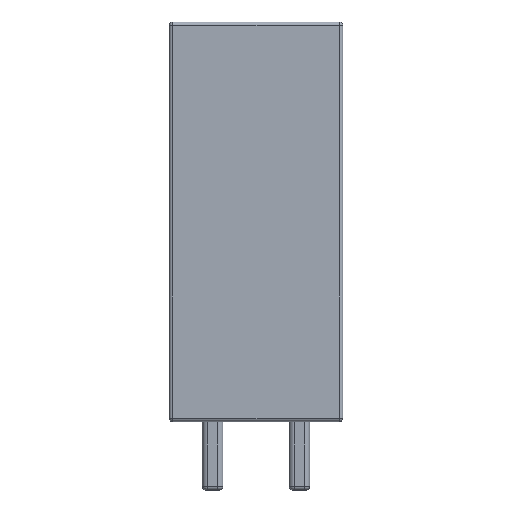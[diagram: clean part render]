
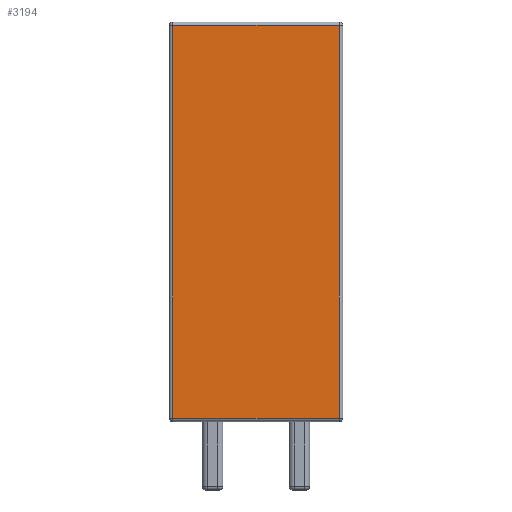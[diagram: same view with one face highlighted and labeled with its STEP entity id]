
A CAD part, front view. The second image highlights one B-rep face of the part: STEP entity #3194.
In plain terms, the highlighted planar face has unit normal (0, -1, 0).
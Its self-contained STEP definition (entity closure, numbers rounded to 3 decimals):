
#35 = LINE ( 'NONE', #2532, #2923 ) ;
#181 = DIRECTION ( 'NONE',  ( 0., 1., 0. ) ) ;
#329 = CARTESIAN_POINT ( 'NONE',  ( -2.54, -2.9, 11.7 ) ) ;
#330 = PLANE ( 'NONE',  #2813 ) ;
#361 = CARTESIAN_POINT ( 'NONE',  ( -2.44, -2.9, 0.1 ) ) ;
#561 = CARTESIAN_POINT ( 'NONE',  ( -2.44, -2.9, 11.6 ) ) ;
#577 = DIRECTION ( 'NONE',  ( 0., 0., -1. ) ) ;
#578 = CARTESIAN_POINT ( 'NONE',  ( -2.44, -2.9, 11.7 ) ) ;
#779 = CARTESIAN_POINT ( 'NONE',  ( 2.44, -2.9, 11.6 ) ) ;
#855 = DIRECTION ( 'NONE',  ( 0., 0., 1. ) ) ;
#872 = CARTESIAN_POINT ( 'NONE',  ( 2.44, -2.9, 0.1 ) ) ;
#1126 = FACE_OUTER_BOUND ( 'NONE', #1802, .T. ) ;
#1195 = VERTEX_POINT ( 'NONE', #872 ) ;
#1245 = VERTEX_POINT ( 'NONE', #361 ) ;
#1252 = VERTEX_POINT ( 'NONE', #561 ) ;
#1438 = VERTEX_POINT ( 'NONE', #779 ) ;
#1720 = ORIENTED_EDGE ( 'NONE', *, *, #3290, .T. ) ;
#1721 = ORIENTED_EDGE ( 'NONE', *, *, #3501, .T. ) ;
#1722 = ORIENTED_EDGE ( 'NONE', *, *, #3541, .T. ) ;
#1723 = ORIENTED_EDGE ( 'NONE', *, *, #3508, .T. ) ;
#1802 = EDGE_LOOP ( 'NONE', ( #1723, #1721, #1722, #1720 ) ) ;
#1919 = LINE ( 'NONE', #578, #3400 ) ;
#2531 = DIRECTION ( 'NONE',  ( -1., 0., 0. ) ) ;
#2532 = CARTESIAN_POINT ( 'NONE',  ( -2.54, -2.9, 11.6 ) ) ;
#2700 = DIRECTION ( 'NONE',  ( 1., 0., 0. ) ) ;
#2701 = CARTESIAN_POINT ( 'NONE',  ( -2.54, -2.9, 0.1 ) ) ;
#2727 = DIRECTION ( 'NONE',  ( 0., 0., 1. ) ) ;
#2728 = CARTESIAN_POINT ( 'NONE',  ( 2.44, -2.9, 11.7 ) ) ;
#2813 = AXIS2_PLACEMENT_3D ( 'NONE', #329, #181, #855 ) ;
#2855 = VECTOR ( 'NONE', #2727, 1000. ) ;
#2865 = VECTOR ( 'NONE', #2700, 1000. ) ;
#2923 = VECTOR ( 'NONE', #2531, 1000. ) ;
#3194 = ADVANCED_FACE ( 'NONE', ( #1126 ), #330, .F. ) ;
#3290 = EDGE_CURVE ( 'NONE', #1252, #1245, #1919, .T. ) ;
#3400 = VECTOR ( 'NONE', #577, 1000. ) ;
#3501 = EDGE_CURVE ( 'NONE', #1195, #1438, #3709, .T. ) ;
#3508 = EDGE_CURVE ( 'NONE', #1245, #1195, #3704, .T. ) ;
#3541 = EDGE_CURVE ( 'NONE', #1438, #1252, #35, .T. ) ;
#3704 = LINE ( 'NONE', #2701, #2865 ) ;
#3709 = LINE ( 'NONE', #2728, #2855 ) ;
